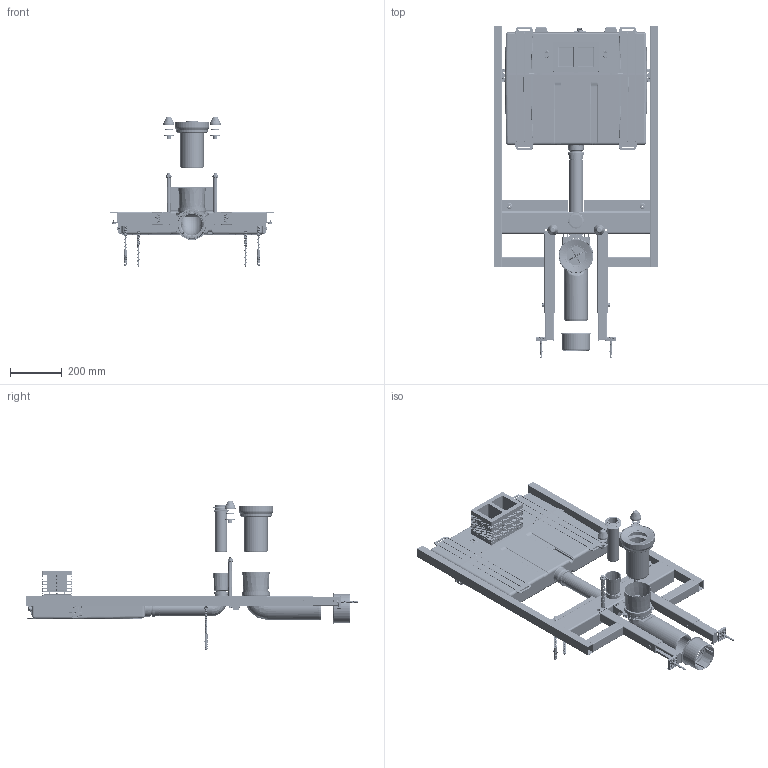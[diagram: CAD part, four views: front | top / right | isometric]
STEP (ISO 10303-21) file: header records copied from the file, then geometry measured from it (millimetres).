
FILE_DESCRIPTION((''),'2;1');
FILE_NAME('90_804_00_S002-WC-8CM_ASM','2019-01-17T',('mberthel'),(''),'PRO/ENGINEER BY PARAMETRIC TECHNOLOGY CORPORATION, 2015030','PRO/ENGINEER BY PARAMETRIC TECHNOLOGY CORPORATION, 2015030','');
FILE_SCHEMA(('CONFIG_CONTROL_DESIGN'));
Length unit declared in the file: millimetre
Products named in the file (1): 90_804_00_S002-WC-8CM_ASM
Bounding box: 635 x 1285 x 579.25 mm (x, y, z)
Surface area: 3693797.7 mm2 (no closed solid volume)
Topology: 0 solids, 607 shells, 8368 faces, 29944 edges, 21305 vertices
Faces by surface type: plane 3211, cylinder 2660, bspline 1411, cone 609, torus 380, sphere 65, extrusion 32
Entity records: 551392 total; most frequent: CARTESIAN_POINT 282476, ORIENTED_EDGE 44182, DIRECTION 42637, EDGE_CURVE 29914, VERTEX_POINT 21297, VECTOR 15145, LINE 15113, AXIS2_PLACEMENT_3D 13746
